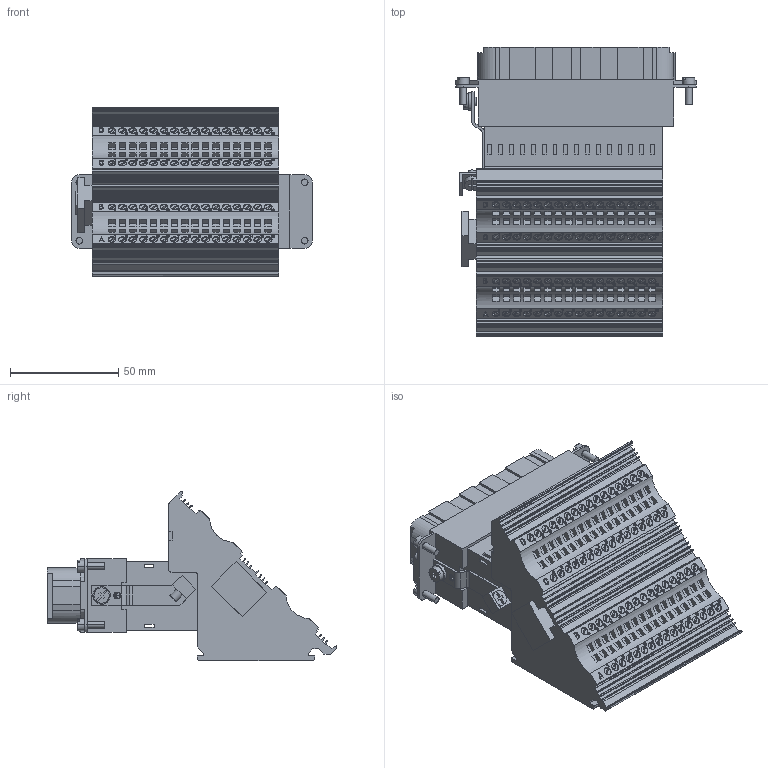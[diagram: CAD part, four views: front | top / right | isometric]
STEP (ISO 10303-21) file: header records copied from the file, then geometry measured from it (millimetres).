
FILE_DESCRIPTION(/* description */ (''),/* implementation_level */ '2;1');
FILE_NAME(/* name */ '3D_1250640210102_HD-064-F.AV.R_V1.1_stp.stp',/* time_stamp */ '2024-02-27T11:18:15+08:00',/* author */ (''),/* organization */ (''),/* preprocessor_version */ 'ST-DEVELOPER v18.1',/* originating_system */ 'SIEMENS PLM Software NX 1980',/* authorisation */ '');
FILE_SCHEMA (('AUTOMOTIVE_DESIGN { 1 0 10303 214 3 1 1 1 }'));
Products named in the file (1): 131824CC6058hqmn
Bounding box: 111 x 133.6 x 78 mm (x, y, z)
Surface area: 63885 mm2 (no closed solid volume)
Topology: 0 solids, 1 shells, 3344 faces, 8927 edges, 5951 vertices
Faces by surface type: plane 2734, cylinder 470, extrusion 140
Full cylindrical faces by diameter (mm): 2.835 x1, 3.15 x1, 3.6 x1, 4 x2, 7 x2, 8 x1
Entity records: 110427 total; most frequent: CARTESIAN_POINT 28800, ORIENTED_EDGE 17822, DIRECTION 14942, EDGE_CURVE 8911, VECTOR 6352, LINE 6212, VERTEX_POINT 5948, AXIS2_PLACEMENT_3D 4295
